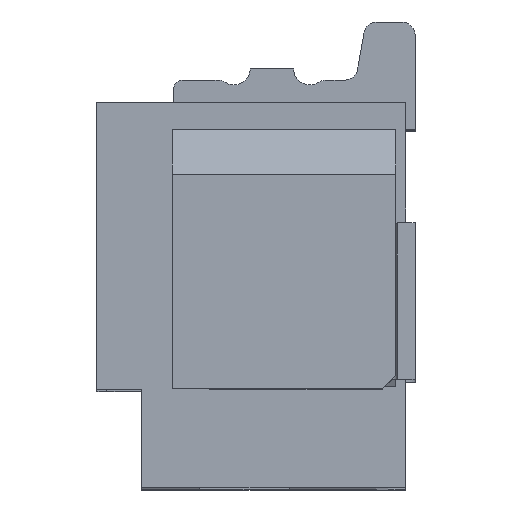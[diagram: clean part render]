
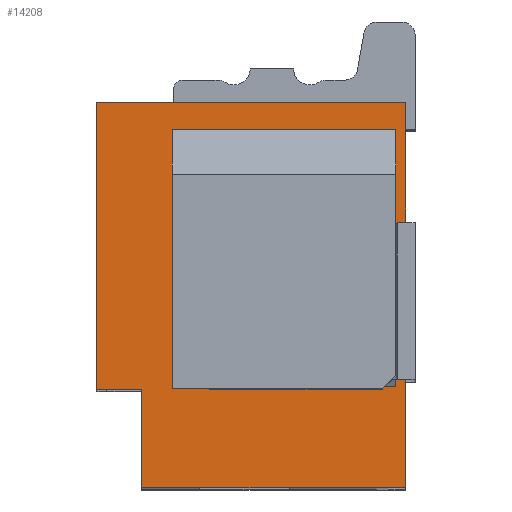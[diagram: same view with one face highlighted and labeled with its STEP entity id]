
A CAD part, top view. The second image highlights one B-rep face of the part: STEP entity #14208.
In plain terms, the highlighted planar face has unit normal (0, 0, 1).
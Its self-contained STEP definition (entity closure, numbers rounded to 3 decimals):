
#205=DIRECTION('',(0.,-1.,0.));
#206=VECTOR('',#205,3.2);
#207=CARTESIAN_POINT('',(-73.809,104.408,22.262));
#208=LINE('',#207,#206);
#1249=DIRECTION('',(1.,0.,0.));
#1250=VECTOR('',#1249,2.95);
#1251=CARTESIAN_POINT('',(-73.309,100.108,22.262));
#1252=LINE('',#1251,#1250);
#1361=DIRECTION('',(0.,-1.,0.));
#1362=VECTOR('',#1361,1.1);
#1363=CARTESIAN_POINT('',(-73.309,101.208,22.262));
#1364=LINE('',#1363,#1362);
#1365=DIRECTION('',(1.,0.,0.));
#1366=VECTOR('',#1365,0.5);
#1367=CARTESIAN_POINT('',(-73.809,101.208,22.262));
#1368=LINE('',#1367,#1366);
#1389=DIRECTION('',(1.,0.,0.));
#1390=VECTOR('',#1389,2.5);
#1391=CARTESIAN_POINT('',(-72.969,101.235,22.262));
#1392=LINE('',#1391,#1390);
#1393=DIRECTION('',(0.,1.,0.));
#1394=VECTOR('',#1393,2.873);
#1395=CARTESIAN_POINT('',(-70.469,101.235,22.262));
#1396=LINE('',#1395,#1394);
#1397=DIRECTION('',(0.,-1.,0.));
#1398=VECTOR('',#1397,2.873);
#1399=CARTESIAN_POINT('',(-72.969,104.108,22.262));
#1400=LINE('',#1399,#1398);
#1409=DIRECTION('',(-1.,0.,0.));
#1410=VECTOR('',#1409,3.45);
#1411=CARTESIAN_POINT('',(-70.359,104.408,22.262));
#1412=LINE('',#1411,#1410);
#2055=DIRECTION('',(0.,1.,0.));
#2056=VECTOR('',#2055,4.3);
#2057=CARTESIAN_POINT('',(-70.359,100.108,22.262));
#2058=LINE('',#2057,#2056);
#2099=DIRECTION('',(1.,0.,0.));
#2100=VECTOR('',#2099,2.5);
#2101=CARTESIAN_POINT('',(-72.969,104.108,22.262));
#2102=LINE('',#2101,#2100);
#9345=CARTESIAN_POINT('',(-73.809,104.408,22.262));
#9346=VERTEX_POINT('',#9345);
#9347=CARTESIAN_POINT('',(-73.809,101.208,22.262));
#9348=VERTEX_POINT('',#9347);
#9421=CARTESIAN_POINT('',(-73.309,100.108,22.262));
#9422=VERTEX_POINT('',#9421);
#9423=CARTESIAN_POINT('',(-70.359,100.108,22.262));
#9424=VERTEX_POINT('',#9423);
#9665=CARTESIAN_POINT('',(-70.359,104.408,22.262));
#9666=VERTEX_POINT('',#9665);
#9667=CARTESIAN_POINT('',(-73.309,101.208,22.262));
#9668=VERTEX_POINT('',#9667);
#9669=CARTESIAN_POINT('',(-72.969,101.235,22.262));
#9670=CARTESIAN_POINT('',(-70.469,101.235,22.262));
#9671=VERTEX_POINT('',#9669);
#9672=VERTEX_POINT('',#9670);
#9673=CARTESIAN_POINT('',(-70.469,104.108,22.262));
#9674=VERTEX_POINT('',#9673);
#9675=CARTESIAN_POINT('',(-72.969,104.108,22.262));
#9676=VERTEX_POINT('',#9675);
#14183=CARTESIAN_POINT('',(-72.084,102.258,22.262));
#14184=DIRECTION('',(0.,0.,1.));
#14185=DIRECTION('',(-1.,0.,0.));
#14186=AXIS2_PLACEMENT_3D('',#14183,#14184,#14185);
#14187=PLANE('',#14186);
#14188=ORIENTED_EDGE('',*,*,#14000,.F.);
#14189=ORIENTED_EDGE('',*,*,#14134,.F.);
#14190=ORIENTED_EDGE('',*,*,#14149,.F.);
#14191=ORIENTED_EDGE('',*,*,#12410,.F.);
#14193=ORIENTED_EDGE('',*,*,#14192,.F.);
#14195=ORIENTED_EDGE('',*,*,#14194,.F.);
#14196=EDGE_LOOP('',(#14188,#14189,#14190,#14191,#14193,#14195));
#14197=FACE_OUTER_BOUND('',#14196,.F.);
#14199=ORIENTED_EDGE('',*,*,#14198,.T.);
#14201=ORIENTED_EDGE('',*,*,#14200,.T.);
#14203=ORIENTED_EDGE('',*,*,#14202,.F.);
#14205=ORIENTED_EDGE('',*,*,#14204,.T.);
#14206=EDGE_LOOP('',(#14199,#14201,#14203,#14205));
#14207=FACE_BOUND('',#14206,.F.);
#12410=EDGE_CURVE('',#9346,#9348,#208,.T.);
#14000=EDGE_CURVE('',#9422,#9424,#1252,.T.);
#14134=EDGE_CURVE('',#9668,#9422,#1364,.T.);
#14149=EDGE_CURVE('',#9348,#9668,#1368,.T.);
#14192=EDGE_CURVE('',#9666,#9346,#1412,.T.);
#14194=EDGE_CURVE('',#9424,#9666,#2058,.T.);
#14198=EDGE_CURVE('',#9671,#9672,#1392,.T.);
#14200=EDGE_CURVE('',#9672,#9674,#1396,.T.);
#14202=EDGE_CURVE('',#9676,#9674,#2102,.T.);
#14204=EDGE_CURVE('',#9676,#9671,#1400,.T.);
#14208=ADVANCED_FACE('',(#14197,#14207),#14187,.T.);
